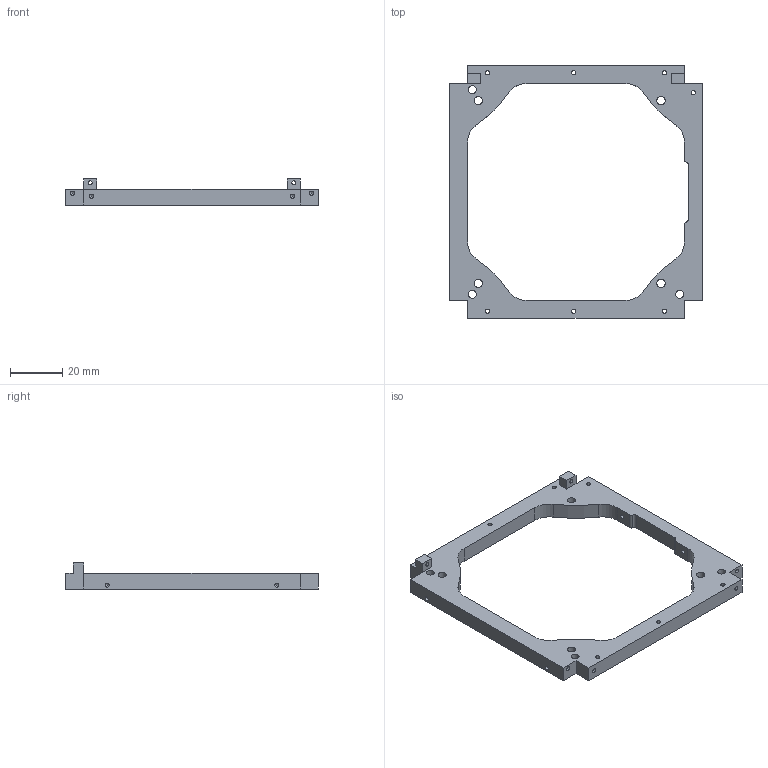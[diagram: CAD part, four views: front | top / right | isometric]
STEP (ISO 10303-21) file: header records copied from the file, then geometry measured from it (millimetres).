
FILE_DESCRIPTION(/* description */ (''),/* implementation_level */ '2;1');
FILE_NAME(/* name */ '2_2U_STD.step',/* time_stamp */ '2023-12-22T11:52:58+09:00',/* author */ (''),/* organization */ (''),/* preprocessor_version */ 'ST-DEVELOPER v20',/* originating_system */ 'Autodesk Translation Framework v12.14.0.127',/* authorisation */ '');
FILE_SCHEMA (('AUTOMOTIVE_DESIGN { 1 0 10303 214 3 1 1 }'));
Length unit declared in the file: millimetre
Products named in the file (1): FM_FRAME BIRDS-X_-Z
Bounding box: 96.8 x 96.8 x 10 mm (x, y, z)
Volume: 17053.4 mm3; surface area: 11223.1 mm2
Topology: 1 solids, 1 shells, 98 faces, 260 edges, 168 vertices
Faces by surface type: cylinder 49, plane 38, cone 11
Full cylindrical faces by diameter (mm): 1.623 x22, 3 x3, 3.171 x4, 5 x4
Entity records: 3108 total; most frequent: DIRECTION 545, CARTESIAN_POINT 516, ORIENTED_EDGE 498, EDGE_CURVE 249, AXIS2_PLACEMENT_3D 197, VERTEX_POINT 168, EDGE_LOOP 151, LINE 151
